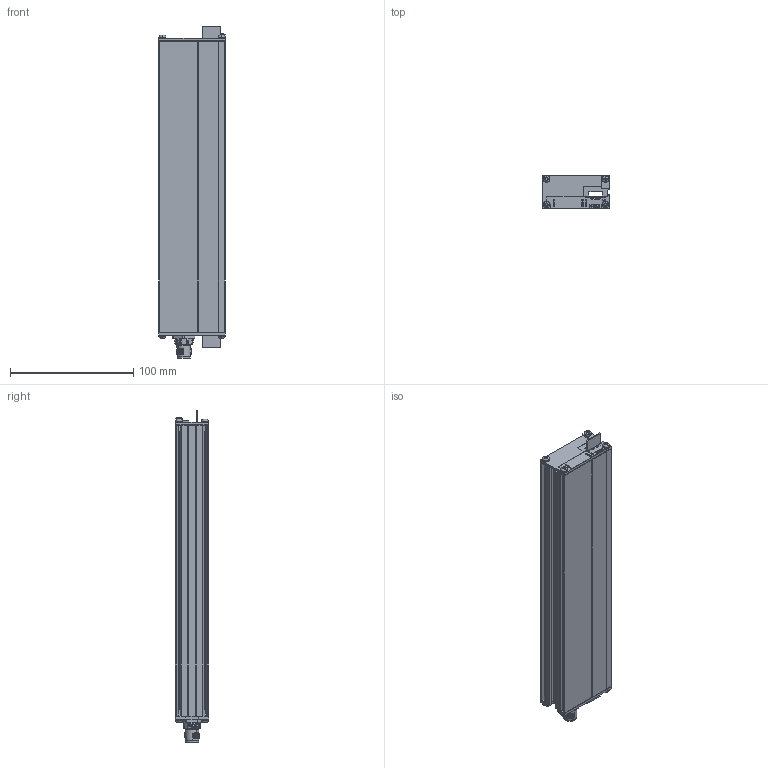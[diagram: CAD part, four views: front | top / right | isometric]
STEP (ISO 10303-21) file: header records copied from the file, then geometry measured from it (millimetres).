
FILE_DESCRIPTION (( 'STEP AP214' ), '1' );
FILE_NAME ('LIMAX2M-1X-CON XXXX-485X-M12M.STEP', '2021-01-07T12:02:51', ( '' ), ( '' ), 'SwSTEP 2.0', 'SolidWorks 2020', '' );
FILE_SCHEMA (( 'AUTOMOTIVE_DESIGN' ));
Length unit declared in the file: millimetre
Products named in the file (1): LIMAX2M-1X-CON XXXX-485X-M12M
Bounding box: 54.01 x 27.01 x 269.5 mm (x, y, z)
Surface area: 80184.9 mm2 (no closed solid volume)
Topology: 0 solids, 5 shells, 1431 faces, 3862 edges, 2446 vertices
Faces by surface type: plane 504, cylinder 464, bspline 329, cone 74, torus 58, sphere 2
Entity records: 75118 total; most frequent: CARTESIAN_POINT 24932, ORIENTED_EDGE 7668, DIRECTION 6738, EDGE_CURVE 3842, AXIS2_PLACEMENT_3D 2471, VERTEX_POINT 2446, VECTOR 1796, LINE 1796
